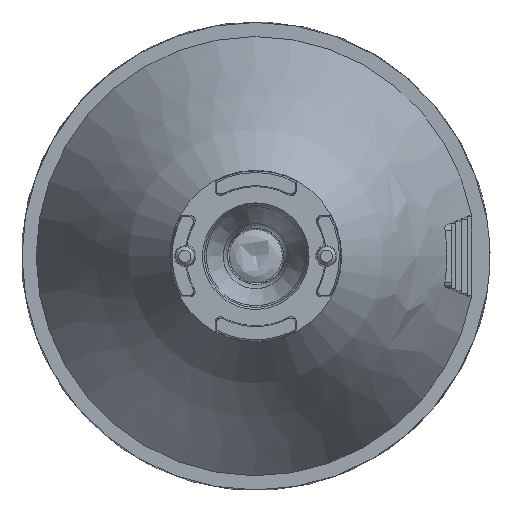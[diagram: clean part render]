
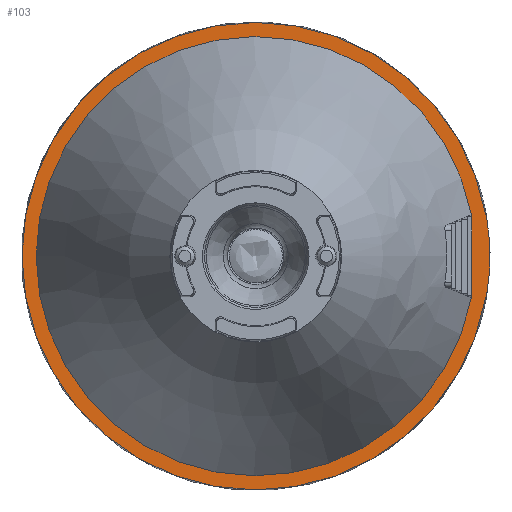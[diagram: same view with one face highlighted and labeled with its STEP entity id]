
A CAD part, front view. The second image highlights one B-rep face of the part: STEP entity #103.
In plain terms, the highlighted planar face has unit normal (0, -1, 0).
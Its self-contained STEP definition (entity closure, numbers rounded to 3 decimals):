
#103=ADVANCED_FACE('',(#192,#193),#194,.T.);
#192=FACE_BOUND('',#386,.T.);
#193=FACE_OUTER_BOUND('',#387,.T.);
#194=PLANE('',#388);
#386=EDGE_LOOP('',(#1928,#1929,#1930,#1931));
#387=EDGE_LOOP('',(#1932,#1933,#1934,#1935));
#388=AXIS2_PLACEMENT_3D('',#1936,#1937,#1938);
#1928=ORIENTED_EDGE('',*,*,#2668,.F.);
#1929=ORIENTED_EDGE('',*,*,#2669,.F.);
#1930=ORIENTED_EDGE('',*,*,#2631,.F.);
#1931=ORIENTED_EDGE('',*,*,#2637,.F.);
#1932=ORIENTED_EDGE('',*,*,#2670,.T.);
#1933=ORIENTED_EDGE('',*,*,#2671,.T.);
#1934=ORIENTED_EDGE('',*,*,#2672,.T.);
#1935=ORIENTED_EDGE('',*,*,#2673,.T.);
#1936=CARTESIAN_POINT('',(21.089,24.676,0.0));
#1937=DIRECTION('',(0.,-1.0,0.0));
#1938=DIRECTION('',(-1.0,0.,0.0));
#2631=EDGE_CURVE('',#2805,#2808,#2809,.T.);
#2637=EDGE_CURVE('',#2817,#2805,#2820,.T.);
#2668=EDGE_CURVE('',#2879,#2817,#2880,.T.);
#2669=EDGE_CURVE('',#2808,#2879,#2881,.T.);
#2670=EDGE_CURVE('',#2882,#2883,#2884,.T.);
#2671=EDGE_CURVE('',#2883,#2885,#2886,.T.);
#2672=EDGE_CURVE('',#2885,#2887,#2888,.F.);
#2673=EDGE_CURVE('',#2887,#2882,#2889,.T.);
#2805=VERTEX_POINT('',#3105);
#2808=VERTEX_POINT('',#3118);
#2809=CIRCLE('',#3119,21.089);
#2817=VERTEX_POINT('',#3158);
#2820=LINE('',#3162,#3163);
#2879=VERTEX_POINT('',#3351);
#2880=LINE('',#3352,#3353);
#2881=LINE('',#3354,#3355);
#2882=VERTEX_POINT('',#3356);
#2883=VERTEX_POINT('',#3357);
#2884=CIRCLE('',#3358,22.448);
#2885=VERTEX_POINT('',#3359);
#2886=LINE('',#3360,#3361);
#2887=VERTEX_POINT('',#3362);
#2888=CIRCLE('',#3363,22.5);
#2889=LINE('',#3364,#3365);
#3105=CARTESIAN_POINT('',(20.709,24.676,3.986));
#3118=CARTESIAN_POINT('',(20.709,24.676,-3.986));
#3119=AXIS2_PLACEMENT_3D('',#4491,#4492,#4493);
#3158=CARTESIAN_POINT('',(20.721,24.676,3.986));
#3162=CARTESIAN_POINT('',(21.089,24.676,3.986));
#3163=VECTOR('',#4498,1.0);
#3351=CARTESIAN_POINT('',(20.721,24.676,-3.986));
#3352=CARTESIAN_POINT('',(20.721,24.676,-9.0));
#3353=VECTOR('',#4538,1.0);
#3354=CARTESIAN_POINT('',(21.089,24.676,-3.986));
#3355=VECTOR('',#4539,1.0);
#3356=CARTESIAN_POINT('',(22.091,24.676,3.986));
#3357=CARTESIAN_POINT('',(22.091,24.676,-3.986));
#3358=AXIS2_PLACEMENT_3D('',#4540,#4541,#4542);
#3359=CARTESIAN_POINT('',(22.144,24.676,-3.986));
#3360=CARTESIAN_POINT('',(14.448,24.676,-3.986));
#3361=VECTOR('',#4543,1.0);
#3362=CARTESIAN_POINT('',(22.144,24.676,3.986));
#3363=AXIS2_PLACEMENT_3D('',#4544,#4545,#4546);
#3364=CARTESIAN_POINT('',(14.448,24.676,3.986));
#3365=VECTOR('',#4547,1.0);
#4491=CARTESIAN_POINT('',(0.,24.676,0.0));
#4492=DIRECTION('',(0.,-1.0,0.0));
#4493=DIRECTION('',(1.0,0.,0.0));
#4498=DIRECTION('',(-1.0,0.,0.));
#4538=DIRECTION('',(0.0,0.0,1.0));
#4539=DIRECTION('',(1.0,0.,0.));
#4540=CARTESIAN_POINT('',(0.,24.676,0.0));
#4541=DIRECTION('',(0.,-1.0,0.0));
#4542=DIRECTION('',(1.0,0.,0.0));
#4543=DIRECTION('',(1.0,0.,0.));
#4544=CARTESIAN_POINT('',(0.,24.676,0.));
#4545=DIRECTION('',(0.,1.0,0.0));
#4546=DIRECTION('',(-1.0,0.,0.0));
#4547=DIRECTION('',(-1.0,0.,0.));
